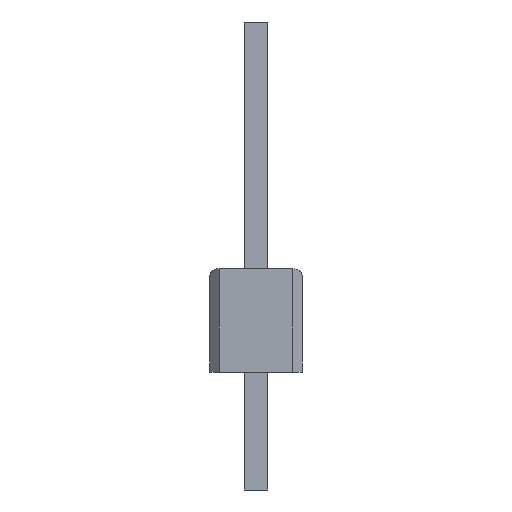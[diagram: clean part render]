
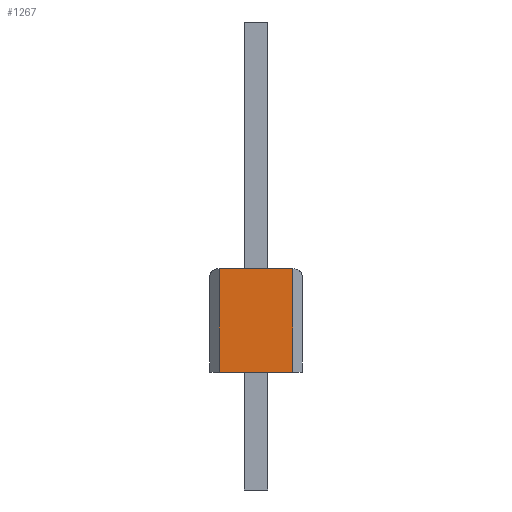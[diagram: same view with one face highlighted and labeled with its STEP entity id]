
A CAD part, left-side view. The second image highlights one B-rep face of the part: STEP entity #1267.
In plain terms, the highlighted planar face has unit normal (-1, 0, 0).
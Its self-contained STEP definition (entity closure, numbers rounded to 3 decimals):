
#134=DIRECTION('',(0.,0.,-1.));
#135=VECTOR('',#134,2.8);
#136=CARTESIAN_POINT('',(-5.08,1.,0.));
#137=LINE('',#136,#135);
#138=DIRECTION('',(0.,-1.,0.));
#139=VECTOR('',#138,2.);
#140=CARTESIAN_POINT('',(-5.08,1.,0.));
#141=LINE('',#140,#139);
#142=DIRECTION('',(0.,0.,-1.));
#143=VECTOR('',#142,2.8);
#144=CARTESIAN_POINT('',(-5.08,-1.,0.));
#145=LINE('',#144,#143);
#218=DIRECTION('',(0.,-1.,0.));
#219=VECTOR('',#218,2.);
#220=CARTESIAN_POINT('',(-5.08,1.,-2.8));
#221=LINE('',#220,#219);
#1134=CARTESIAN_POINT('',(-5.08,1.,0.));
#1135=CARTESIAN_POINT('',(-5.08,-1.,0.));
#1136=VERTEX_POINT('',#1134);
#1137=VERTEX_POINT('',#1135);
#1248=CARTESIAN_POINT('',(-5.08,1.,-2.8));
#1249=VERTEX_POINT('',#1248);
#1250=CARTESIAN_POINT('',(-5.08,-1.,-2.8));
#1251=VERTEX_POINT('',#1250);
#1252=CARTESIAN_POINT('',(-5.08,0.,0.));
#1253=DIRECTION('',(1.,0.,0.));
#1254=DIRECTION('',(0.,0.,-1.));
#1255=AXIS2_PLACEMENT_3D('',#1252,#1253,#1254);
#1256=PLANE('',#1255);
#1258=ORIENTED_EDGE('',*,*,#1257,.F.);
#1260=ORIENTED_EDGE('',*,*,#1259,.F.);
#1262=ORIENTED_EDGE('',*,*,#1261,.T.);
#1264=ORIENTED_EDGE('',*,*,#1263,.T.);
#1265=EDGE_LOOP('',(#1258,#1260,#1262,#1264));
#1266=FACE_OUTER_BOUND('',#1265,.F.);
#1257=EDGE_CURVE('',#1249,#1251,#221,.T.);
#1259=EDGE_CURVE('',#1136,#1249,#137,.T.);
#1261=EDGE_CURVE('',#1136,#1137,#141,.T.);
#1263=EDGE_CURVE('',#1137,#1251,#145,.T.);
#1267=ADVANCED_FACE('',(#1266),#1256,.F.);
